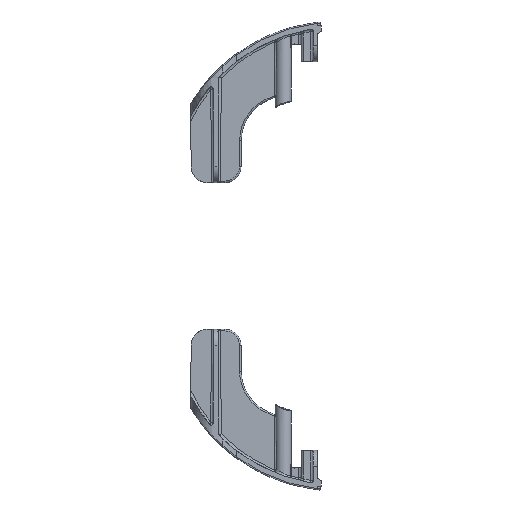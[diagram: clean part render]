
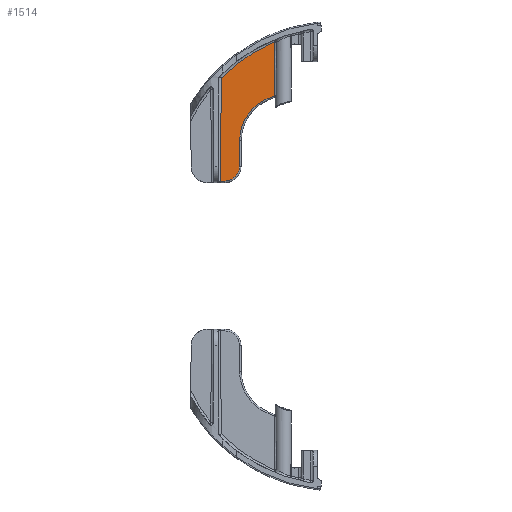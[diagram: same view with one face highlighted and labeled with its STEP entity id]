
A CAD part, left-side view. The second image highlights one B-rep face of the part: STEP entity #1514.
In plain terms, the highlighted face is planar.
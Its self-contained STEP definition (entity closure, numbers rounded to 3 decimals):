
#235 = FACE_OUTER_BOUND ( 'NONE', #3208, .T. ) ;
#281 = CARTESIAN_POINT ( 'NONE',  ( 1.61, 69.945, -29.235 ) ) ;
#298 = CARTESIAN_POINT ( 'NONE',  ( 1.534, 61.142, -29.188 ) ) ;
#311 = CARTESIAN_POINT ( 'NONE',  ( 1.454, 52.068, -2.654 ) ) ;
#338 = CARTESIAN_POINT ( 'NONE',  ( 1.376, 43.117, -29.101 ) ) ;
#394 = CARTESIAN_POINT ( 'NONE',  ( 1.456, 52.197, -29.144 ) ) ;
#403 = AXIS2_PLACEMENT_3D ( 'NONE', #5331, #5200, #5164 ) ;
#463 = VERTEX_POINT ( 'NONE', #5630 ) ;
#469 =( BOUNDED_CURVE ( )  B_SPLINE_CURVE ( 3, ( #338, #394, #298, #281 ),
 .UNSPECIFIED., .F., .F. ) 
 B_SPLINE_CURVE_WITH_KNOTS ( ( 4, 4 ),
 ( 2.066, 2.12 ),
 .UNSPECIFIED. ) 
 CURVE ( )  GEOMETRIC_REPRESENTATION_ITEM ( )  RATIONAL_B_SPLINE_CURVE ( ( 1., 1., 1., 1. ) ) 
 REPRESENTATION_ITEM ( '' )  );
#716 = VECTOR ( 'NONE', #5394, 1000. ) ;
#871 = ORIENTED_EDGE ( 'NONE', *, *, #3376, .T. ) ;
#1090 = CARTESIAN_POINT ( 'NONE',  ( 1.007, 0.793, -2.207 ) ) ;
#1181 = ORIENTED_EDGE ( 'NONE', *, *, #2197, .T. ) ;
#1273 = CARTESIAN_POINT ( 'NONE',  ( 1.611, 69.983, -29.233 ) ) ;
#1315 = EDGE_CURVE ( 'NONE', #1748, #1860, #3604, .T. ) ;
#1514 = ADVANCED_FACE ( 'NONE', ( #235 ), #5253, .T. ) ;
#1748 = VERTEX_POINT ( 'NONE', #4204 ) ;
#1753 = VERTEX_POINT ( 'NONE', #3748 ) ;
#1760 = EDGE_CURVE ( 'NONE', #4481, #7204, #7097, .T. ) ;
#1860 = VERTEX_POINT ( 'NONE', #2651 ) ;
#1956 = B_SPLINE_CURVE_WITH_KNOTS ( 'NONE', 3,
 ( #4220, #4447, #1273, #3750, #3716, #3669, #3654 ),
 .UNSPECIFIED., .F., .F.,
 ( 4, 3, 4 ),
 ( 0., 0., 0. ),
 .UNSPECIFIED. ) ;
#2086 = EDGE_CURVE ( 'NONE', #1860, #1753, #469, .T. ) ;
#2109 = LINE ( 'NONE', #2870, #3886 ) ;
#2197 = EDGE_CURVE ( 'NONE', #1753, #7728, #1956, .T. ) ;
#2300 = CARTESIAN_POINT ( 'NONE',  ( 1.069, 7.93, -11.669 ) ) ;
#2327 = CARTESIAN_POINT ( 'NONE',  ( 1.033, 3.742, -11.633 ) ) ;
#2346 = CARTESIAN_POINT ( 'NONE',  ( 1.007, 0.793, -4.47 ) ) ;
#2355 = CARTESIAN_POINT ( 'NONE',  ( 1.007, 0.793, -8.658 ) ) ;
#2441 = VECTOR ( 'NONE', #3698, 1000. ) ;
#2651 = CARTESIAN_POINT ( 'NONE',  ( 1.376, 43.117, -29.101 ) ) ;
#2870 = CARTESIAN_POINT ( 'NONE',  ( 1.007, 0.783, -2.207 ) ) ;
#2937 = DIRECTION ( 'NONE',  ( -0.009, -1., 0.009 ) ) ;
#3208 = EDGE_LOOP ( 'NONE', ( #4619, #3422, #7219, #4258, #871, #3982, #4139, #5143, #1181 ) ) ;
#3371 = CARTESIAN_POINT ( 'NONE',  ( 1.007, 0.793, -4.47 ) ) ;
#3376 = EDGE_CURVE ( 'NONE', #7117, #463, #3993, .T. ) ;
#3422 = ORIENTED_EDGE ( 'NONE', *, *, #3737, .T. ) ;
#3561 =( BOUNDED_CURVE ( )  B_SPLINE_CURVE ( 3, ( #6964, #6970, #6922, #6904 ),
 .UNSPECIFIED., .F., .F. ) 
 B_SPLINE_CURVE_WITH_KNOTS ( ( 4, 4 ),
 ( 3.536, 3.935 ),
 .UNSPECIFIED. ) 
 CURVE ( )  GEOMETRIC_REPRESENTATION_ITEM ( )  RATIONAL_B_SPLINE_CURVE ( ( 1., 0.987, 0.987, 1. ) ) 
 REPRESENTATION_ITEM ( '' )  );
#3604 =( BOUNDED_CURVE ( )  B_SPLINE_CURVE ( 3, ( #6295, #6324, #6610, #6278 ),
 .UNSPECIFIED., .F., .F. ) 
 B_SPLINE_CURVE_WITH_KNOTS ( ( 4, 4 ),
 ( 2.753, 2.795 ),
 .UNSPECIFIED. ) 
 CURVE ( )  GEOMETRIC_REPRESENTATION_ITEM ( )  RATIONAL_B_SPLINE_CURVE ( ( 1., 1., 1., 1. ) ) 
 REPRESENTATION_ITEM ( '' )  );
#3654 = CARTESIAN_POINT ( 'NONE',  ( 1.611, 70.012, -29.222 ) ) ;
#3669 = CARTESIAN_POINT ( 'NONE',  ( 1.611, 70.009, -29.224 ) ) ;
#3698 = DIRECTION ( 'NONE',  ( 0., 0., -1. ) ) ;
#3716 = CARTESIAN_POINT ( 'NONE',  ( 1.611, 70.005, -29.225 ) ) ;
#3737 = EDGE_CURVE ( 'NONE', #4846, #4481, #2109, .T. ) ;
#3741 = CARTESIAN_POINT ( 'NONE',  ( 1.007, 0.793, 13. ) ) ;
#3748 = CARTESIAN_POINT ( 'NONE',  ( 1.61, 69.945, -29.235 ) ) ;
#3750 = CARTESIAN_POINT ( 'NONE',  ( 1.611, 70.001, -29.226 ) ) ;
#3886 = VECTOR ( 'NONE', #2937, 1000. ) ;
#3982 = ORIENTED_EDGE ( 'NONE', *, *, #5139, .T. ) ;
#3993 = LINE ( 'NONE', #5009, #716 ) ;
#4139 = ORIENTED_EDGE ( 'NONE', *, *, #1315, .T. ) ;
#4204 = CARTESIAN_POINT ( 'NONE',  ( 1.366, 41.902, -25.946 ) ) ;
#4220 = CARTESIAN_POINT ( 'NONE',  ( 1.61, 69.945, -29.235 ) ) ;
#4258 = ORIENTED_EDGE ( 'NONE', *, *, #6679, .T. ) ;
#4405 = CARTESIAN_POINT ( 'NONE',  ( 1.069, 7.93, -11.669 ) ) ;
#4447 = CARTESIAN_POINT ( 'NONE',  ( 1.611, 69.964, -29.236 ) ) ;
#4481 = VERTEX_POINT ( 'NONE', #1090 ) ;
#4619 = ORIENTED_EDGE ( 'NONE', *, *, #6275, .T. ) ;
#4846 = VERTEX_POINT ( 'NONE', #311 ) ;
#5009 = CARTESIAN_POINT ( 'NONE',  ( 0.998, -0.215, -11.598 ) ) ;
#5139 = EDGE_CURVE ( 'NONE', #463, #1748, #7433, .T. ) ;
#5143 = ORIENTED_EDGE ( 'NONE', *, *, #2086, .T. ) ;
#5164 = DIRECTION ( 'NONE',  ( 0.009, 1., 0. ) ) ;
#5200 = DIRECTION ( 'NONE',  ( 1., -0.009, 0. ) ) ;
#5253 = PLANE ( 'NONE',  #403 ) ;
#5331 = CARTESIAN_POINT ( 'NONE',  ( 1., 0., 13. ) ) ;
#5394 = DIRECTION ( 'NONE',  ( 0.009, 1., -0.009 ) ) ;
#5630 = CARTESIAN_POINT ( 'NONE',  ( 1.183, 21., -11.783 ) ) ;
#5660 = CARTESIAN_POINT ( 'NONE',  ( 1.611, 70.012, -29.222 ) ) ;
#5712 =( BOUNDED_CURVE ( )  B_SPLINE_CURVE ( 3, ( #2346, #2355, #2327, #2300 ),
 .UNSPECIFIED., .F., .F. ) 
 B_SPLINE_CURVE_WITH_KNOTS ( ( 4, 4 ),
 ( 0., 1.562 ),
 .UNSPECIFIED. ) 
 CURVE ( )  GEOMETRIC_REPRESENTATION_ITEM ( )  RATIONAL_B_SPLINE_CURVE ( ( 1., 0.807, 0.807, 1. ) ) 
 REPRESENTATION_ITEM ( '' )  );
#5828 = CARTESIAN_POINT ( 'NONE',  ( 1.334, 38.314, -17.18 ) ) ;
#5854 = CARTESIAN_POINT ( 'NONE',  ( 1.366, 41.902, -25.946 ) ) ;
#6046 = CARTESIAN_POINT ( 'NONE',  ( 1.183, 21., -11.783 ) ) ;
#6060 = CARTESIAN_POINT ( 'NONE',  ( 1.266, 30.472, -11.866 ) ) ;
#6275 = EDGE_CURVE ( 'NONE', #7728, #4846, #3561, .T. ) ;
#6278 = CARTESIAN_POINT ( 'NONE',  ( 1.376, 43.117, -29.101 ) ) ;
#6295 = CARTESIAN_POINT ( 'NONE',  ( 1.366, 41.902, -25.946 ) ) ;
#6324 = CARTESIAN_POINT ( 'NONE',  ( 1.369, 42.329, -26.989 ) ) ;
#6610 = CARTESIAN_POINT ( 'NONE',  ( 1.373, 42.734, -28.041 ) ) ;
#6679 = EDGE_CURVE ( 'NONE', #7204, #7117, #5712, .T. ) ;
#6904 = CARTESIAN_POINT ( 'NONE',  ( 1.454, 52.068, -2.654 ) ) ;
#6922 = CARTESIAN_POINT ( 'NONE',  ( 1.522, 59.79, -10.248 ) ) ;
#6964 = CARTESIAN_POINT ( 'NONE',  ( 1.611, 70.012, -29.222 ) ) ;
#6970 = CARTESIAN_POINT ( 'NONE',  ( 1.575, 65.852, -19.223 ) ) ;
#7097 = LINE ( 'NONE', #3741, #2441 ) ;
#7117 = VERTEX_POINT ( 'NONE', #4405 ) ;
#7204 = VERTEX_POINT ( 'NONE', #3371 ) ;
#7219 = ORIENTED_EDGE ( 'NONE', *, *, #1760, .T. ) ;
#7433 =( BOUNDED_CURVE ( )  B_SPLINE_CURVE ( 3, ( #6046, #6060, #5828, #5854 ),
 .UNSPECIFIED., .F., .F. ) 
 B_SPLINE_CURVE_WITH_KNOTS ( ( 4, 4 ),
 ( 1.58, 2.753 ),
 .UNSPECIFIED. ) 
 CURVE ( )  GEOMETRIC_REPRESENTATION_ITEM ( )  RATIONAL_B_SPLINE_CURVE ( ( 1., 0.888, 0.888, 1. ) ) 
 REPRESENTATION_ITEM ( '' )  );
#7728 = VERTEX_POINT ( 'NONE', #5660 ) ;
